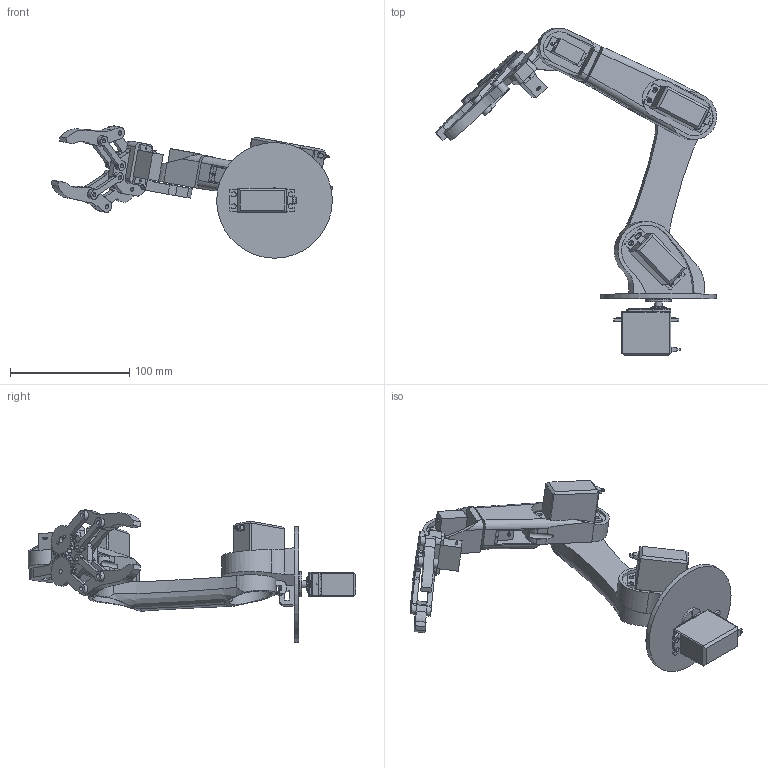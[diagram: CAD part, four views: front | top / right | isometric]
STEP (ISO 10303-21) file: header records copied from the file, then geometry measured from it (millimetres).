
FILE_DESCRIPTION(/* description */ (''),/* implementation_level */ '2;1');
FILE_NAME(/* name */ 'whole robot v2.step',/* time_stamp */ '2021-05-07T22:09:52+02:00',/* author */ (''),/* organization */ (''),/* preprocessor_version */ 'ST-DEVELOPER v18.1',/* originating_system */ 'Autodesk Translation Framework v10.6.0.1341',/* authorisation */ '');
FILE_SCHEMA (('AUTOMOTIVE_DESIGN { 1 0 10303 214 3 1 1 }'));
Length unit declared in the file: millimetre
Products named in the file (13): whole robot; Waist; Arm 01; Servo Motor MG996R; Arm 02 v3; Arm 03; Gripper Assembly; gear1; gear2; Gripper base; Gripper 1; Servo Motor Micro  9g; grip link 1
Assembly tree (20 placements, depth 3):
  whole robot
    Servo Motor MG996R  x3
    Waist
    Arm 01
    Servo Motor Micro  9g  x2
    Arm 02 v3
    Arm 03
    Gripper Assembly
      gear1
      gear2
      grip link 1  x4
      Gripper base
      Gripper 1  x2
      Servo Motor Micro  9g
Bounding box: 235.82 x 274.72 x 110.98 mm (x, y, z)
Volume: 357131.9 mm3; surface area: 128616.2 mm2
Topology: 44 solids, 47 shells, 921 faces, 2252 edges, 1458 vertices
Faces by surface type: plane 478, cylinder 391, bspline 46, torus 6
Full cylindrical faces by diameter (mm): 1.2 x9, 1.5 x45, 2 x4, 2.2 x6, 2.5 x3, 2.6 x14, 3 x6, 3.5 x18, 4.8 x1, 5 x5, 6 x3, 7.5 x3, 10.7 x3, 10.8 x1, 11.5 x1, 13 x5, 18 x2, 21 x3, 36 x2, 97 x1
Entity records: 18775 total; most frequent: CARTESIAN_POINT 4893, DIRECTION 2882, ORIENTED_EDGE 2702, EDGE_CURVE 1351, AXIS2_PLACEMENT_3D 1068, VERTEX_POINT 888, LINE 746, VECTOR 746
